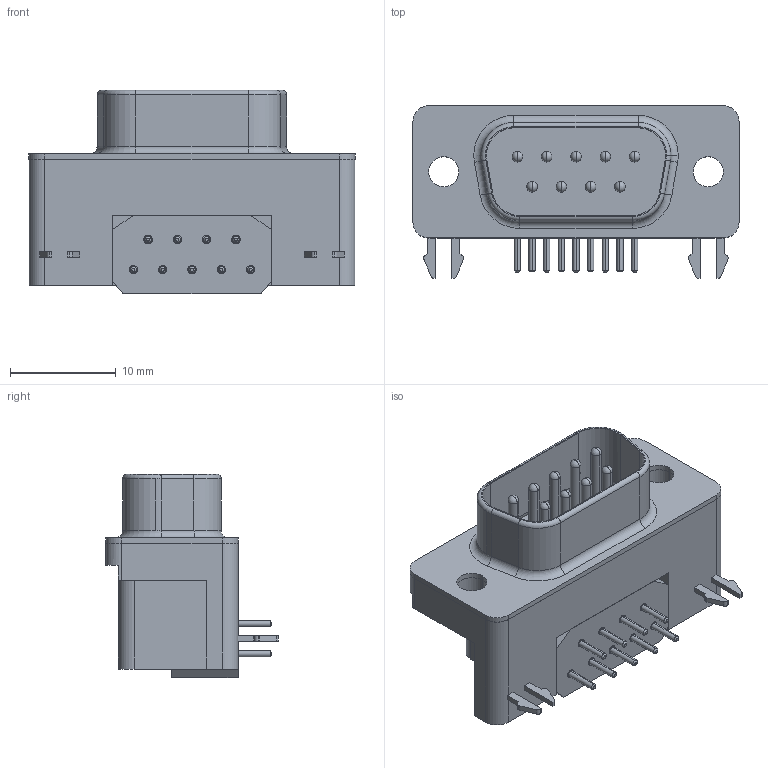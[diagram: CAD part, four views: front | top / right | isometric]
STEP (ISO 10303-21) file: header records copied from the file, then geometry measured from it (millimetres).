
FILE_DESCRIPTION (( 'STEP AP203' ), '1' );
FILE_NAME ('D-Sub-K122439109-Stig-Wahlstrom.step', '2004-09-23T16:15:38', ( 'System Administrator' ), ( 'Cevican' ), 'SwSTEP 2.0', 'SolidWorks 2002308', '' );
FILE_SCHEMA (( 'CONFIG_CONTROL_DESIGN' ));
Length unit declared in the file: millimetre
Products named in the file (3): D-Sub-K122439109-Stig-Wahlstrom; Shell-D-SUB-UNC-Male_Shell-D-Sub-9-15-Male; Insert-D-SUB-Filtered-Male-A-Snap-09_Insert-D-Sub-9-STD-Female
Assembly tree (2 placements, depth 2):
  D-Sub-K122439109-Stig-Wahlstrom
    Insert-D-SUB-Filtered-Male-A-Snap-09_Insert-D-Sub-9-STD-Female
    Shell-D-SUB-UNC-Male_Shell-D-Sub-9-15-Male
Bounding box: 30.81 x 16.3 x 19.2 mm (x, y, z)
Volume: 3641.3 mm3; surface area: 3223.4 mm2
Topology: 2 solids, 2 shells, 244 faces, 613 edges, 385 vertices
Faces by surface type: cylinder 104, plane 89, sphere 18, cone 18, torus 15
Entity records: 7393 total; most frequent: DIRECTION 1346, CARTESIAN_POINT 1193, ORIENTED_EDGE 1154, EDGE_CURVE 577, AXIS2_PLACEMENT_3D 520, VERTEX_POINT 367, LINE 306, VECTOR 306
